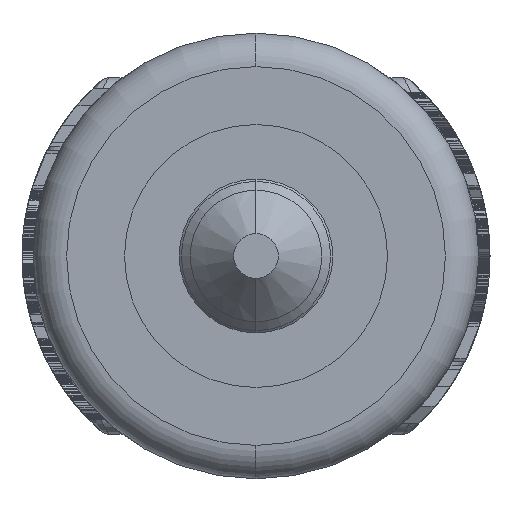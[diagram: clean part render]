
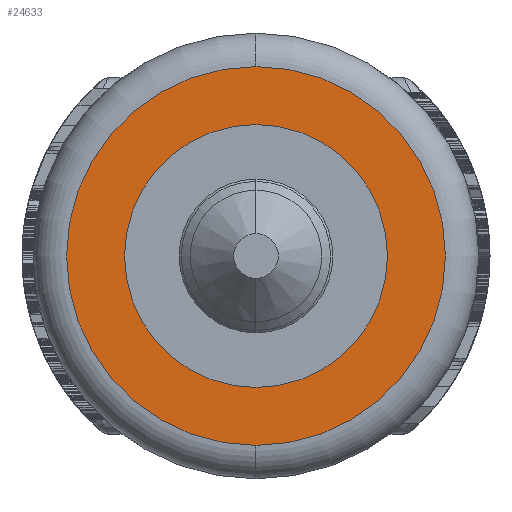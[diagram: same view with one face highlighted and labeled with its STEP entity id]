
A CAD part, front view. The second image highlights one B-rep face of the part: STEP entity #24633.
In plain terms, the highlighted face is planar.
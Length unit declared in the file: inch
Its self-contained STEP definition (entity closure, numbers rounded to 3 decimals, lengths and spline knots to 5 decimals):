
#6273 = CARTESIAN_POINT ( 'NONE',  ( 0.17, 0., 0. ) ) ;
#6280 = CIRCLE ( 'NONE', #6281, 0.17 ) ;
#6281 = AXIS2_PLACEMENT_3D ( 'NONE', #6284, #6321, #6320 ) ;
#6284 = CARTESIAN_POINT ( 'NONE',  ( 0., 0., 0. ) ) ;
#6287 = CARTESIAN_POINT ( 'NONE',  ( -0.17, 0., 0. ) ) ;
#6320 = DIRECTION ( 'NONE',  ( -1., 0., 0. ) ) ;
#6321 = DIRECTION ( 'NONE',  ( 0., 0., 1. ) ) ;
#15766 = CARTESIAN_POINT ( 'NONE',  ( 0., 0., 0. ) ) ;
#15767 = AXIS2_PLACEMENT_3D ( 'NONE', #15778, #15811, #15810 ) ;
#15773 = FACE_OUTER_BOUND ( 'NONE', #24721, .T. ) ;
#15778 = CARTESIAN_POINT ( 'NONE',  ( 0.2, 0., 0. ) ) ;
#15810 = DIRECTION ( 'NONE',  ( -1., 0., 0. ) ) ;
#15811 = DIRECTION ( 'NONE',  ( 0., 0., -1. ) ) ;
#15815 = DIRECTION ( 'NONE',  ( -1., 0., 0. ) ) ;
#15816 = DIRECTION ( 'NONE',  ( 0., 0., 1. ) ) ;
#15817 = AXIS2_PLACEMENT_3D ( 'NONE', #15766, #15816, #15815 ) ;
#15818 = CIRCLE ( 'NONE', #15817, 0.17 ) ;
#15820 = PLANE ( 'NONE',  #15767 ) ;
#24632 = EDGE_CURVE ( 'NONE', #31823, #31824, #15818, .T. ) ;
#24633 = ADVANCED_FACE ( 'NONE', ( #15773 ), #15820, .F. ) ;
#24704 = ORIENTED_EDGE ( 'NONE', *, *, #24632, .T. ) ;
#24720 = ORIENTED_EDGE ( 'NONE', *, *, #31838, .T. ) ;
#24721 = EDGE_LOOP ( 'NONE', ( #24704, #24720 ) ) ;
#31823 = VERTEX_POINT ( 'NONE', #6287 ) ;
#31824 = VERTEX_POINT ( 'NONE', #6273 ) ;
#31838 = EDGE_CURVE ( 'NONE', #31824, #31823, #6280, .T. ) ;
